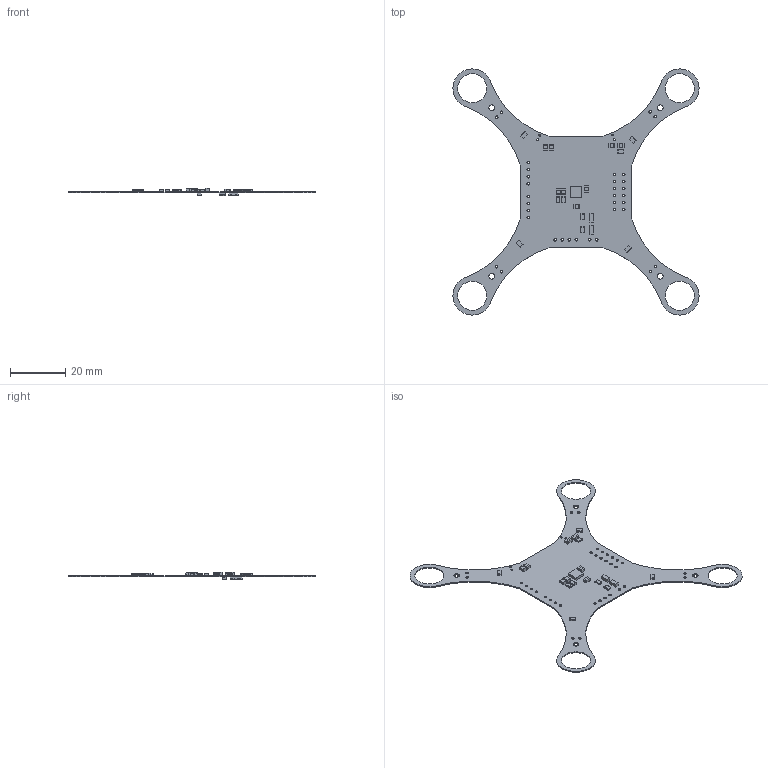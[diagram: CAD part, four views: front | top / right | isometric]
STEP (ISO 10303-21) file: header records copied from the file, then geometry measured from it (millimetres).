
FILE_DESCRIPTION(('Open CASCADE Model'),'2;1');
FILE_NAME('Open CASCADE Shape Model','2024-06-18T14:09:05',('Author'),( 'Open CASCADE'),'Open CASCADE STEP processor 7.5','Open CASCADE 7.5' ,'Unknown');
FILE_SCHEMA(('AUTOMOTIVE_DESIGN { 1 0 10303 214 1 1 1 1 }'));
Length unit declared in the file: millimetre
Products named in the file (84): Open CASCADE STEP translator 7.5 2; Open CASCADE STEP translator 7.5 3; Open CASCADE STEP translator 7.5 4; Open CASCADE STEP translator 7.5 5; Open CASCADE STEP translator 7.5 6; Open CASCADE STEP translator 7.5 7; Open CASCADE STEP translator 7.5 8; Open CASCADE STEP translator 7.5 9; Open CASCADE STEP translator 7.5 10; Open CASCADE STEP translator 7.5 11; Open CASCADE STEP translator 7.5 12; Open CASCADE STEP translator 7.5 13; Open CASCADE STEP translator 7.5 14; Open CASCADE STEP translator 7.5 15; Open CASCADE STEP translator 7.5 16; Open CASCADE STEP translator 7.5 17; Open CASCADE STEP translator 7.5 18; Open CASCADE STEP translator 7.5 19; Open CASCADE STEP translator 7.5 20; Open CASCADE STEP translator 7.5 21; Open CASCADE STEP translator 7.5 22; Open CASCADE STEP translator 7.5 23; Open CASCADE STEP translator 7.5 24; Open CASCADE STEP translator 7.5 25; Open CASCADE STEP translator 7.5 26; Open CASCADE STEP translator 7.5 27; Open CASCADE STEP translator 7.5 28; Open CASCADE STEP translator 7.5 29; Open CASCADE STEP translator 7.5 30; Open CASCADE STEP translator 7.5 31; Open CASCADE STEP translator 7.5 32; Open CASCADE STEP translator 7.5 33; Open CASCADE STEP translator 7.5 34; Open CASCADE STEP translator 7.5 35; Open CASCADE STEP translator 7.5 36; Open CASCADE STEP translator 7.5 37; Open CASCADE STEP translator 7.5 38; Open CASCADE STEP translator 7.5 39; Open CASCADE STEP translator 7.5 40; Open CASCADE STEP translator 7.5 41 ...
Bounding box: 89.01 x 89.01 x 2.55 mm (x, y, z)
Volume: 1128.9 mm3; surface area: 5902.1 mm2
Topology: 84 solids, 84 shells, 912 faces, 2238 edges, 1448 vertices
Faces by surface type: plane 578, bspline 231, cylinder 87, torus 8, sphere 8
Full cylindrical faces by diameter (mm): 0.7 x4, 0.762 x1, 0.9 x34, 2 x4, 10.5 x4
Entity records: 28039 total; most frequent: CARTESIAN_POINT 7045, ORIENTED_EDGE 4384, DIRECTION 3051, EDGE_CURVE 2192, VERTEX_POINT 1448, LINE 1323, VECTOR 1323, FACE_BOUND 1012
